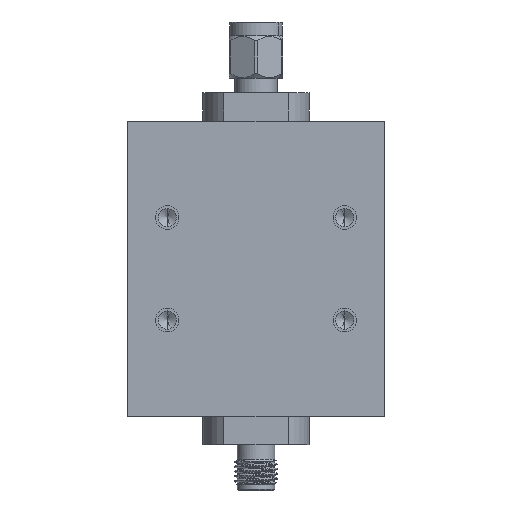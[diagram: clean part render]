
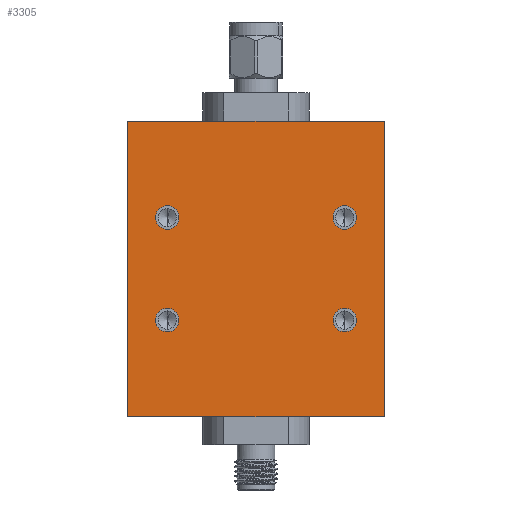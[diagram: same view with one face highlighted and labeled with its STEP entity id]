
A CAD part, front view. The second image highlights one B-rep face of the part: STEP entity #3305.
In plain terms, the highlighted planar face has unit normal (0, -1, 0).
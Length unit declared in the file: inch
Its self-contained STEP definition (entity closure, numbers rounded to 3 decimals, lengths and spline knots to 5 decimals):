
#13 = CARTESIAN_POINT ( 'NONE',  ( 0.52, -0.45, 0.369 ) ) ;
#37 = EDGE_CURVE ( 'NONE', #3039, #4714, #7016, .T. ) ;
#79 = CIRCLE ( 'NONE', #3158, 0.069 ) ;
#138 = DIRECTION ( 'NONE',  ( 0., 0., -1. ) ) ;
#269 = EDGE_CURVE ( 'NONE', #8538, #5589, #1290, .T. ) ;
#487 = DIRECTION ( 'NONE',  ( 0., 0., -1. ) ) ;
#711 = DIRECTION ( 'NONE',  ( 0., -1., 0. ) ) ;
#881 = VERTEX_POINT ( 'NONE', #1022 ) ;
#961 = DIRECTION ( 'NONE',  ( 0., -1., 0. ) ) ;
#999 = CARTESIAN_POINT ( 'NONE',  ( -0.52, -0.45, -0.3 ) ) ;
#1022 = CARTESIAN_POINT ( 'NONE',  ( -0.52, -0.45, -0.231 ) ) ;
#1045 = CARTESIAN_POINT ( 'NONE',  ( -0.52, -0.45, -0.369 ) ) ;
#1049 = AXIS2_PLACEMENT_3D ( 'NONE', #4971, #7653, #1662 ) ;
#1205 = VECTOR ( 'NONE', #2988, 39.37008 ) ;
#1221 = DIRECTION ( 'NONE',  ( 0., -1., 0. ) ) ;
#1228 = VERTEX_POINT ( 'NONE', #3574 ) ;
#1290 = CIRCLE ( 'NONE', #4348, 0.069 ) ;
#1400 = ORIENTED_EDGE ( 'NONE', *, *, #269, .F. ) ;
#1570 = DIRECTION ( 'NONE',  ( 0., 0., -1. ) ) ;
#1572 = LINE ( 'NONE', #5452, #1679 ) ;
#1575 = VERTEX_POINT ( 'NONE', #6750 ) ;
#1662 = DIRECTION ( 'NONE',  ( 0., 0., -1. ) ) ;
#1679 = VECTOR ( 'NONE', #4182, 39.37008 ) ;
#1826 = ORIENTED_EDGE ( 'NONE', *, *, #7308, .F. ) ;
#1882 = DIRECTION ( 'NONE',  ( 0., 1., 0. ) ) ;
#1896 = CIRCLE ( 'NONE', #6210, 0.069 ) ;
#1927 = DIRECTION ( 'NONE',  ( 0., 0., 1. ) ) ;
#1974 = DIRECTION ( 'NONE',  ( 0., 0., -1. ) ) ;
#2033 = DIRECTION ( 'NONE',  ( 0., -1., 0. ) ) ;
#2122 = EDGE_CURVE ( 'NONE', #6225, #1575, #8442, .T. ) ;
#2174 = EDGE_CURVE ( 'NONE', #1575, #7869, #5210, .T. ) ;
#2307 = DIRECTION ( 'NONE',  ( 0., -1., 0. ) ) ;
#2582 = DIRECTION ( 'NONE',  ( 0., -1., 0. ) ) ;
#2602 = CIRCLE ( 'NONE', #4550, 0.069 ) ;
#2686 = ORIENTED_EDGE ( 'NONE', *, *, #7424, .F. ) ;
#2810 = CARTESIAN_POINT ( 'NONE',  ( 0.75, -0.45, 0.865 ) ) ;
#2817 = EDGE_CURVE ( 'NONE', #6225, #7392, #1572, .T. ) ;
#2896 = ORIENTED_EDGE ( 'NONE', *, *, #2122, .T. ) ;
#2988 = DIRECTION ( 'NONE',  ( 0., 0., -1. ) ) ;
#3039 = VERTEX_POINT ( 'NONE', #7657 ) ;
#3119 = CARTESIAN_POINT ( 'NONE',  ( -0.75, -0.45, -0.865 ) ) ;
#3158 = AXIS2_PLACEMENT_3D ( 'NONE', #6161, #711, #138 ) ;
#3183 = FACE_BOUND ( 'NONE', #4954, .T. ) ;
#3242 = AXIS2_PLACEMENT_3D ( 'NONE', #7210, #1221, #8609 ) ;
#3305 = ADVANCED_FACE ( 'NONE', ( #3183, #7295, #5857, #6634, #7914 ), #5188, .F. ) ;
#3386 = AXIS2_PLACEMENT_3D ( 'NONE', #4765, #2033, #6045 ) ;
#3424 = ORIENTED_EDGE ( 'NONE', *, *, #2174, .T. ) ;
#3574 = CARTESIAN_POINT ( 'NONE',  ( -0.52, -0.45, 0.231 ) ) ;
#3839 = EDGE_CURVE ( 'NONE', #7392, #7869, #5522, .T. ) ;
#4020 = VECTOR ( 'NONE', #4385, 39.37008 ) ;
#4112 = AXIS2_PLACEMENT_3D ( 'NONE', #7866, #1882, #1927 ) ;
#4157 = EDGE_CURVE ( 'NONE', #7298, #881, #79, .T. ) ;
#4182 = DIRECTION ( 'NONE',  ( 1., 0., 0. ) ) ;
#4239 = CIRCLE ( 'NONE', #7045, 0.069 ) ;
#4346 = CARTESIAN_POINT ( 'NONE',  ( 0.52, -0.45, 0.3 ) ) ;
#4348 = AXIS2_PLACEMENT_3D ( 'NONE', #4346, #2307, #5004 ) ;
#4385 = DIRECTION ( 'NONE',  ( 1., 0., 0. ) ) ;
#4550 = AXIS2_PLACEMENT_3D ( 'NONE', #7923, #2582, #1974 ) ;
#4630 = ORIENTED_EDGE ( 'NONE', *, *, #7951, .F. ) ;
#4714 = VERTEX_POINT ( 'NONE', #7324 ) ;
#4765 = CARTESIAN_POINT ( 'NONE',  ( -0.52, -0.45, 0.3 ) ) ;
#4772 = CARTESIAN_POINT ( 'NONE',  ( -0.52, -0.45, 0.369 ) ) ;
#4796 = CIRCLE ( 'NONE', #1049, 0.069 ) ;
#4827 = ORIENTED_EDGE ( 'NONE', *, *, #2817, .F. ) ;
#4954 = EDGE_LOOP ( 'NONE', ( #5871, #4630 ) ) ;
#4971 = CARTESIAN_POINT ( 'NONE',  ( 0.52, -0.45, -0.3 ) ) ;
#5004 = DIRECTION ( 'NONE',  ( 0., 0., -1. ) ) ;
#5188 = PLANE ( 'NONE',  #4112 ) ;
#5210 = LINE ( 'NONE', #3119, #4020 ) ;
#5216 = EDGE_CURVE ( 'NONE', #5589, #8538, #2602, .T. ) ;
#5416 = VECTOR ( 'NONE', #487, 39.37008 ) ;
#5452 = CARTESIAN_POINT ( 'NONE',  ( -0.75, -0.45, 0.865 ) ) ;
#5522 = LINE ( 'NONE', #2810, #1205 ) ;
#5589 = VERTEX_POINT ( 'NONE', #13 ) ;
#5765 = CARTESIAN_POINT ( 'NONE',  ( 0.75, -0.45, 0.865 ) ) ;
#5857 = FACE_BOUND ( 'NONE', #6658, .T. ) ;
#5871 = ORIENTED_EDGE ( 'NONE', *, *, #8380, .F. ) ;
#5900 = EDGE_LOOP ( 'NONE', ( #5994, #1826 ) ) ;
#5994 = ORIENTED_EDGE ( 'NONE', *, *, #4157, .F. ) ;
#6045 = DIRECTION ( 'NONE',  ( 0., 0., -1. ) ) ;
#6161 = CARTESIAN_POINT ( 'NONE',  ( -0.52, -0.45, -0.3 ) ) ;
#6179 = CARTESIAN_POINT ( 'NONE',  ( -0.75, -0.45, 0.865 ) ) ;
#6210 = AXIS2_PLACEMENT_3D ( 'NONE', #7557, #961, #1570 ) ;
#6225 = VERTEX_POINT ( 'NONE', #6179 ) ;
#6230 = VERTEX_POINT ( 'NONE', #4772 ) ;
#6316 = ORIENTED_EDGE ( 'NONE', *, *, #5216, .F. ) ;
#6321 = DIRECTION ( 'NONE',  ( 0., 0., -1. ) ) ;
#6374 = CARTESIAN_POINT ( 'NONE',  ( 0.52, -0.45, 0.231 ) ) ;
#6465 = CARTESIAN_POINT ( 'NONE',  ( -0.75, -0.45, 0.865 ) ) ;
#6634 = FACE_BOUND ( 'NONE', #5900, .T. ) ;
#6658 = EDGE_LOOP ( 'NONE', ( #6713, #2686 ) ) ;
#6713 = ORIENTED_EDGE ( 'NONE', *, *, #37, .F. ) ;
#6750 = CARTESIAN_POINT ( 'NONE',  ( -0.75, -0.45, -0.865 ) ) ;
#7016 = CIRCLE ( 'NONE', #3242, 0.069 ) ;
#7045 = AXIS2_PLACEMENT_3D ( 'NONE', #999, #7080, #6321 ) ;
#7080 = DIRECTION ( 'NONE',  ( 0., -1., 0. ) ) ;
#7193 = EDGE_LOOP ( 'NONE', ( #3424, #7217, #4827, #2896 ) ) ;
#7210 = CARTESIAN_POINT ( 'NONE',  ( 0.52, -0.45, -0.3 ) ) ;
#7217 = ORIENTED_EDGE ( 'NONE', *, *, #3839, .F. ) ;
#7295 = FACE_BOUND ( 'NONE', #8182, .T. ) ;
#7298 = VERTEX_POINT ( 'NONE', #1045 ) ;
#7308 = EDGE_CURVE ( 'NONE', #881, #7298, #4239, .T. ) ;
#7324 = CARTESIAN_POINT ( 'NONE',  ( 0.52, -0.45, -0.231 ) ) ;
#7392 = VERTEX_POINT ( 'NONE', #5765 ) ;
#7424 = EDGE_CURVE ( 'NONE', #4714, #3039, #4796, .T. ) ;
#7536 = CARTESIAN_POINT ( 'NONE',  ( 0.75, -0.45, -0.865 ) ) ;
#7557 = CARTESIAN_POINT ( 'NONE',  ( -0.52, -0.45, 0.3 ) ) ;
#7653 = DIRECTION ( 'NONE',  ( 0., -1., 0. ) ) ;
#7657 = CARTESIAN_POINT ( 'NONE',  ( 0.52, -0.45, -0.369 ) ) ;
#7866 = CARTESIAN_POINT ( 'NONE',  ( -0.75, -0.45, 0.865 ) ) ;
#7868 = CIRCLE ( 'NONE', #3386, 0.069 ) ;
#7869 = VERTEX_POINT ( 'NONE', #7536 ) ;
#7914 = FACE_OUTER_BOUND ( 'NONE', #7193, .T. ) ;
#7923 = CARTESIAN_POINT ( 'NONE',  ( 0.52, -0.45, 0.3 ) ) ;
#7951 = EDGE_CURVE ( 'NONE', #6230, #1228, #7868, .T. ) ;
#8182 = EDGE_LOOP ( 'NONE', ( #1400, #6316 ) ) ;
#8380 = EDGE_CURVE ( 'NONE', #1228, #6230, #1896, .T. ) ;
#8442 = LINE ( 'NONE', #6465, #5416 ) ;
#8538 = VERTEX_POINT ( 'NONE', #6374 ) ;
#8609 = DIRECTION ( 'NONE',  ( 0., 0., -1. ) ) ;
